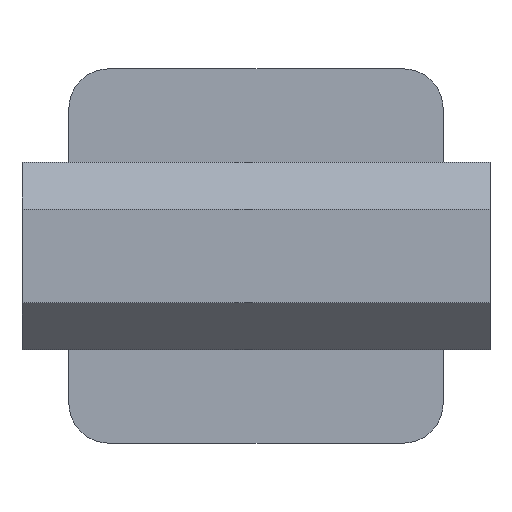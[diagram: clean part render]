
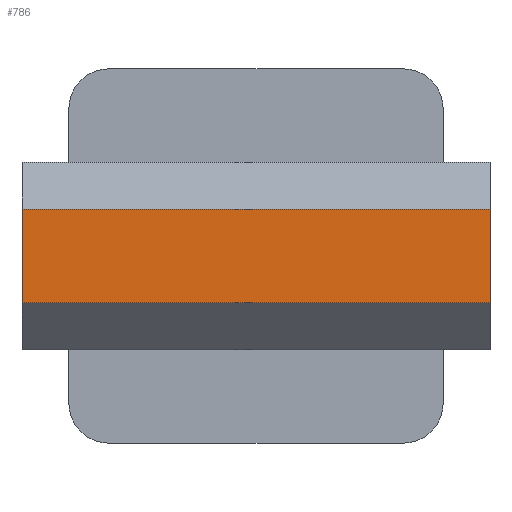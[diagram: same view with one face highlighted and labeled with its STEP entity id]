
A CAD part, front view. The second image highlights one B-rep face of the part: STEP entity #786.
In plain terms, the highlighted planar face has unit normal (0, -1, 0).
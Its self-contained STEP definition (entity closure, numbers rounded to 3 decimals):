
#90 = PLANE ( 'NONE',  #471 ) ;
#109 = CARTESIAN_POINT ( 'NONE',  ( 35., -44.1, -7. ) ) ;
#143 = CARTESIAN_POINT ( 'NONE',  ( -35., -44.1, -7. ) ) ;
#156 = ORIENTED_EDGE ( 'NONE', *, *, #1300, .F. ) ;
#164 = VECTOR ( 'NONE', #2324, 1000. ) ;
#221 = LINE ( 'NONE', #701, #689 ) ;
#284 = CARTESIAN_POINT ( 'NONE',  ( -35., -44.1, 7. ) ) ;
#354 = VERTEX_POINT ( 'NONE', #284 ) ;
#423 = EDGE_CURVE ( 'NONE', #487, #1499, #1051, .T. ) ;
#426 = DIRECTION ( 'NONE',  ( 0., 1., 0. ) ) ;
#471 = AXIS2_PLACEMENT_3D ( 'NONE', #2040, #426, #1864 ) ;
#487 = VERTEX_POINT ( 'NONE', #1211 ) ;
#619 = ORIENTED_EDGE ( 'NONE', *, *, #423, .F. ) ;
#667 = EDGE_CURVE ( 'NONE', #487, #354, #221, .T. ) ;
#689 = VECTOR ( 'NONE', #1421, 1000. ) ;
#691 = CARTESIAN_POINT ( 'NONE',  ( -35., -44.1, -7. ) ) ;
#701 = CARTESIAN_POINT ( 'NONE',  ( 35., -44.1, 7. ) ) ;
#786 = ADVANCED_FACE ( 'NONE', ( #2234 ), #90, .F. ) ;
#858 = LINE ( 'NONE', #691, #2316 ) ;
#871 = CARTESIAN_POINT ( 'NONE',  ( 35., -44.1, -7. ) ) ;
#932 = ORIENTED_EDGE ( 'NONE', *, *, #667, .T. ) ;
#1050 = LINE ( 'NONE', #871, #164 ) ;
#1051 = LINE ( 'NONE', #1920, #1598 ) ;
#1211 = CARTESIAN_POINT ( 'NONE',  ( 35., -44.1, 7. ) ) ;
#1270 = EDGE_LOOP ( 'NONE', ( #932, #1516, #156, #619 ) ) ;
#1300 = EDGE_CURVE ( 'NONE', #1499, #1946, #1050, .T. ) ;
#1421 = DIRECTION ( 'NONE',  ( -1., 0., 0. ) ) ;
#1499 = VERTEX_POINT ( 'NONE', #109 ) ;
#1516 = ORIENTED_EDGE ( 'NONE', *, *, #1668, .T. ) ;
#1575 = DIRECTION ( 'NONE',  ( 0., 0., -1. ) ) ;
#1598 = VECTOR ( 'NONE', #1738, 1000. ) ;
#1668 = EDGE_CURVE ( 'NONE', #354, #1946, #858, .T. ) ;
#1738 = DIRECTION ( 'NONE',  ( 0., 0., -1. ) ) ;
#1864 = DIRECTION ( 'NONE',  ( 0., 0., 1. ) ) ;
#1920 = CARTESIAN_POINT ( 'NONE',  ( 35., -44.1, -7. ) ) ;
#1946 = VERTEX_POINT ( 'NONE', #143 ) ;
#2040 = CARTESIAN_POINT ( 'NONE',  ( 35., -44.1, -7. ) ) ;
#2234 = FACE_OUTER_BOUND ( 'NONE', #1270, .T. ) ;
#2316 = VECTOR ( 'NONE', #1575, 1000. ) ;
#2324 = DIRECTION ( 'NONE',  ( -1., 0., 0. ) ) ;
